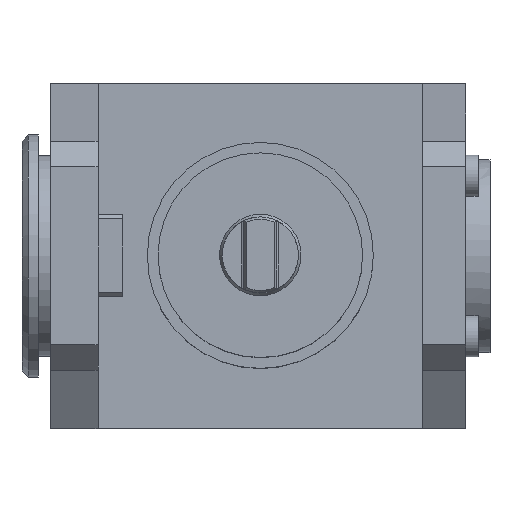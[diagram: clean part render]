
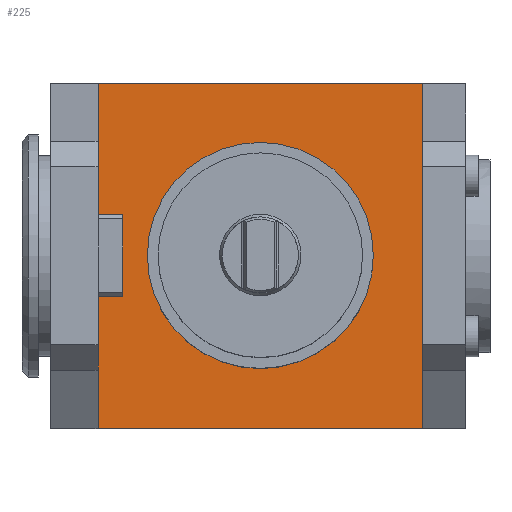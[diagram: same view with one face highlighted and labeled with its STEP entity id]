
A CAD part, top view. The second image highlights one B-rep face of the part: STEP entity #225.
In plain terms, the highlighted planar face has unit normal (0, 0, 1).
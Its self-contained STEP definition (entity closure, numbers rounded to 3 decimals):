
#81=CIRCLE('',#1518,27.5);
#144=FACE_BOUND('',#442,.T.);
#145=FACE_BOUND('',#443,.T.);
#225=ADVANCED_FACE('',(#144,#145),#306,.T.);
#306=PLANE('',#1552);
#442=EDGE_LOOP('',(#902,#903,#904,#905,#906,#907,#908,#909));
#443=EDGE_LOOP('',(#910));
#537=LINE('',#2285,#651);
#543=LINE('',#2298,#657);
#553=LINE('',#2321,#667);
#581=LINE('',#2402,#695);
#584=LINE('',#2408,#698);
#589=LINE('',#2417,#703);
#590=LINE('',#2419,#704);
#591=LINE('',#2420,#705);
#651=VECTOR('',#1720,1.);
#657=VECTOR('',#1728,1.);
#667=VECTOR('',#1750,1.);
#695=VECTOR('',#1828,1.);
#698=VECTOR('',#1833,1.);
#703=VECTOR('',#1842,1.);
#704=VECTOR('',#1845,1.);
#705=VECTOR('',#1846,1.);
#902=ORIENTED_EDGE('',*,*,#1327,.F.);
#903=ORIENTED_EDGE('',*,*,#1372,.F.);
#904=ORIENTED_EDGE('',*,*,#1363,.T.);
#905=ORIENTED_EDGE('',*,*,#1371,.T.);
#906=ORIENTED_EDGE('',*,*,#1366,.F.);
#907=ORIENTED_EDGE('',*,*,#1373,.F.);
#908=ORIENTED_EDGE('',*,*,#1316,.F.);
#909=ORIENTED_EDGE('',*,*,#1310,.T.);
#910=ORIENTED_EDGE('',*,*,#1319,.T.);
#1169=VERTEX_POINT('',#2286);
#1170=VERTEX_POINT('',#2287);
#1175=VERTEX_POINT('',#2299);
#1177=VERTEX_POINT('',#2305);
#1181=VERTEX_POINT('',#2320);
#1209=VERTEX_POINT('',#2401);
#1210=VERTEX_POINT('',#2403);
#1211=VERTEX_POINT('',#2407);
#1212=VERTEX_POINT('',#2409);
#1310=EDGE_CURVE('',#1169,#1170,#537,.T.);
#1316=EDGE_CURVE('',#1169,#1175,#543,.T.);
#1319=EDGE_CURVE('',#1177,#1177,#81,.T.);
#1327=EDGE_CURVE('',#1181,#1170,#553,.T.);
#1363=EDGE_CURVE('',#1210,#1209,#581,.T.);
#1366=EDGE_CURVE('',#1211,#1212,#584,.T.);
#1371=EDGE_CURVE('',#1209,#1212,#589,.T.);
#1372=EDGE_CURVE('',#1210,#1181,#590,.T.);
#1373=EDGE_CURVE('',#1175,#1211,#591,.T.);
#1518=AXIS2_PLACEMENT_3D('',#2304,#1733,#1734);
#1552=AXIS2_PLACEMENT_3D('',#2421,#1847,#1848);
#1720=DIRECTION('',(0.,-1.,0.));
#1728=DIRECTION('',(-1.,0.,0.));
#1733=DIRECTION('',(0.,0.,-1.));
#1734=DIRECTION('',(-1.,0.,0.));
#1750=DIRECTION('',(1.,0.,0.));
#1828=DIRECTION('',(1.,0.,0.));
#1833=DIRECTION('',(1.,0.,0.));
#1842=DIRECTION('',(0.,1.,0.));
#1845=DIRECTION('',(0.,1.,0.));
#1846=DIRECTION('',(0.,1.,0.));
#1847=DIRECTION('',(0.,0.,1.));
#1848=DIRECTION('',(-1.,0.,0.));
#2285=CARTESIAN_POINT('',(-33.5,-42.,0.));
#2286=CARTESIAN_POINT('',(-33.5,10.,0.));
#2287=CARTESIAN_POINT('',(-33.5,-10.,0.));
#2298=CARTESIAN_POINT('',(-39.5,10.,0.));
#2299=CARTESIAN_POINT('',(-39.5,10.,0.));
#2304=CARTESIAN_POINT('',(0.,0.,0.));
#2305=CARTESIAN_POINT('',(-27.5,0.,0.));
#2320=CARTESIAN_POINT('',(-39.5,-10.,0.));
#2321=CARTESIAN_POINT('',(-39.5,-10.,0.));
#2401=CARTESIAN_POINT('',(39.5,-42.,0.));
#2402=CARTESIAN_POINT('',(-39.5,-42.,0.));
#2403=CARTESIAN_POINT('',(-39.5,-42.,0.));
#2407=CARTESIAN_POINT('',(-39.5,42.,0.));
#2408=CARTESIAN_POINT('',(-39.5,42.,0.));
#2409=CARTESIAN_POINT('',(39.5,42.,0.));
#2417=CARTESIAN_POINT('',(39.5,-42.,0.));
#2419=CARTESIAN_POINT('',(-39.5,-42.,0.));
#2420=CARTESIAN_POINT('',(-39.5,-42.,0.));
#2421=CARTESIAN_POINT('',(-39.5,-42.,0.));
